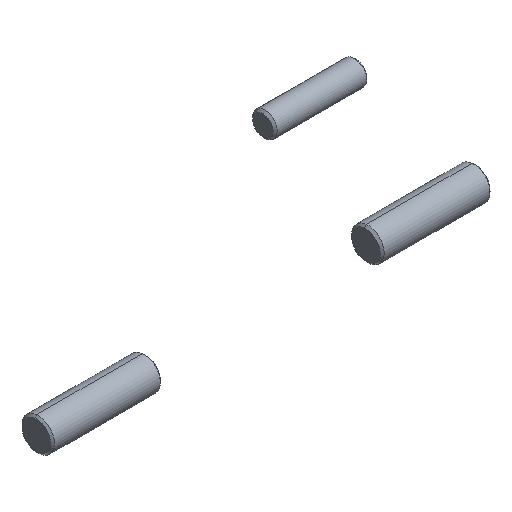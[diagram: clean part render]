
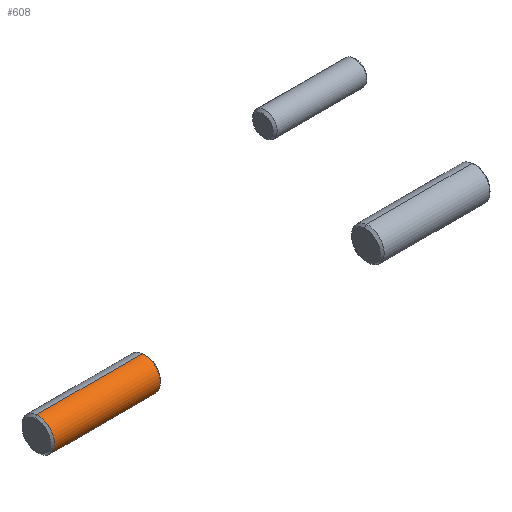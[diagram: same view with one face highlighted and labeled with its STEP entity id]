
A CAD part, isometric view. The second image highlights one B-rep face of the part: STEP entity #608.
In plain terms, the highlighted cylindrical face has radius 25.4 mm (diameter 50.8 mm), a partial arc.
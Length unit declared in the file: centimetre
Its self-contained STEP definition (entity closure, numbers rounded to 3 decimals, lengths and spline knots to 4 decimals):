
#21 = CARTESIAN_POINT ( 'NONE',  ( -2202.0294, 156.4133, -18.0215 ) ) ;
#43 = CIRCLE ( 'NONE', #467, 2.54 ) ;
#92 = CARTESIAN_POINT ( 'NONE',  ( 17.4625, 156.4133, -20.5615 ) ) ;
#122 = ORIENTED_EDGE ( 'NONE', *, *, #243, .F. ) ;
#137 = CARTESIAN_POINT ( 'NONE',  ( -2202.0294, 156.4133, -23.1015 ) ) ;
#155 = EDGE_CURVE ( 'NONE', #183, #641, #823, .T. ) ;
#157 = CARTESIAN_POINT ( 'NONE',  ( 17.4625, 156.4133, -23.1015 ) ) ;
#167 = DIRECTION ( 'NONE',  ( 1., 0., 0. ) ) ;
#183 = VERTEX_POINT ( 'NONE', #398 ) ;
#228 = DIRECTION ( 'NONE',  ( 1., 0., 0. ) ) ;
#243 = EDGE_CURVE ( 'NONE', #522, #641, #792, .T. ) ;
#269 = EDGE_CURVE ( 'NONE', #487, #183, #274, .T. ) ;
#274 = LINE ( 'NONE', #137, #549 ) ;
#309 = ORIENTED_EDGE ( 'NONE', *, *, #594, .T. ) ;
#334 = DIRECTION ( 'NONE',  ( -1., 0., 0. ) ) ;
#398 = CARTESIAN_POINT ( 'NONE',  ( 33.9725, 156.4133, -23.1015 ) ) ;
#400 = DIRECTION ( 'NONE',  ( 0., 0., -1. ) ) ;
#423 = ORIENTED_EDGE ( 'NONE', *, *, #155, .T. ) ;
#467 = AXIS2_PLACEMENT_3D ( 'NONE', #92, #228, #614 ) ;
#473 = CARTESIAN_POINT ( 'NONE',  ( 33.9725, 156.4133, -20.5615 ) ) ;
#487 = VERTEX_POINT ( 'NONE', #157 ) ;
#510 = AXIS2_PLACEMENT_3D ( 'NONE', #674, #167, #761 ) ;
#516 = EDGE_LOOP ( 'NONE', ( #122, #309, #709, #423 ) ) ;
#522 = VERTEX_POINT ( 'NONE', #678 ) ;
#549 = VECTOR ( 'NONE', #803, 100. ) ;
#594 = EDGE_CURVE ( 'NONE', #522, #487, #43, .T. ) ;
#598 = DIRECTION ( 'NONE',  ( 1., 0., 0. ) ) ;
#608 = ADVANCED_FACE ( 'NONE', ( #757 ), #689, .T. ) ;
#614 = DIRECTION ( 'NONE',  ( 0., 0., 1. ) ) ;
#641 = VERTEX_POINT ( 'NONE', #745 ) ;
#643 = AXIS2_PLACEMENT_3D ( 'NONE', #473, #334, #400 ) ;
#674 = CARTESIAN_POINT ( 'NONE',  ( -2202.0294, 156.4133, -20.5615 ) ) ;
#678 = CARTESIAN_POINT ( 'NONE',  ( 17.4625, 156.4133, -18.0215 ) ) ;
#689 = CYLINDRICAL_SURFACE ( 'NONE', #510, 2.54 ) ;
#709 = ORIENTED_EDGE ( 'NONE', *, *, #269, .T. ) ;
#745 = CARTESIAN_POINT ( 'NONE',  ( 33.9725, 156.4133, -18.0215 ) ) ;
#749 = VECTOR ( 'NONE', #598, 100. ) ;
#757 = FACE_OUTER_BOUND ( 'NONE', #516, .T. ) ;
#761 = DIRECTION ( 'NONE',  ( 0., 0., -1. ) ) ;
#792 = LINE ( 'NONE', #21, #749 ) ;
#803 = DIRECTION ( 'NONE',  ( 1., 0., 0. ) ) ;
#823 = CIRCLE ( 'NONE', #643, 2.54 ) ;
